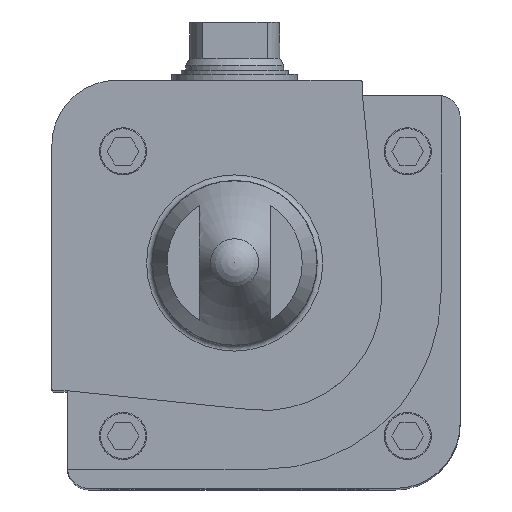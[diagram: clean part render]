
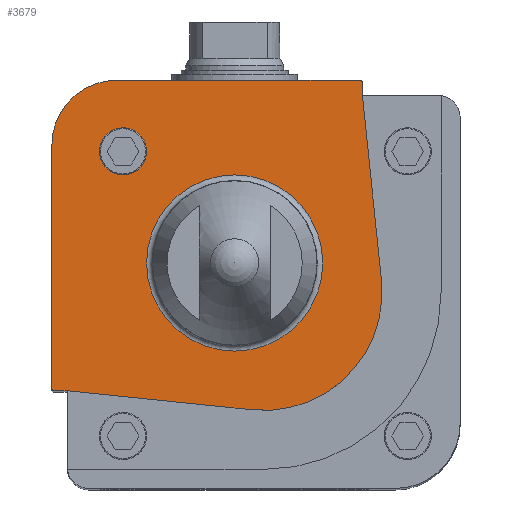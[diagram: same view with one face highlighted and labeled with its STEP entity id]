
A CAD part, top view. The second image highlights one B-rep face of the part: STEP entity #3679.
In plain terms, the highlighted planar face has unit normal (0, 0, 1).
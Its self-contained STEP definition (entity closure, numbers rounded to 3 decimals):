
#123=PLANE('',#4008);
#276=LINE('',#5698,#582);
#282=LINE('',#5713,#588);
#287=LINE('',#5755,#593);
#293=LINE('',#5778,#599);
#294=LINE('',#5785,#600);
#295=LINE('',#5789,#601);
#582=VECTOR('',#4461,1000.);
#588=VECTOR('',#4475,1000.);
#593=VECTOR('',#4518,1000.);
#599=VECTOR('',#4540,1000.);
#600=VECTOR('',#4551,1000.);
#601=VECTOR('',#4554,1000.);
#988=ORIENTED_EDGE('',*,*,#1929,.T.);
#989=ORIENTED_EDGE('',*,*,#1930,.F.);
#990=ORIENTED_EDGE('',*,*,#1931,.T.);
#991=ORIENTED_EDGE('',*,*,#1932,.F.);
#992=ORIENTED_EDGE('',*,*,#1914,.T.);
#993=ORIENTED_EDGE('',*,*,#1919,.T.);
#994=ORIENTED_EDGE('',*,*,#1926,.T.);
#995=ORIENTED_EDGE('',*,*,#1928,.T.);
#996=ORIENTED_EDGE('',*,*,#1886,.T.);
#997=ORIENTED_EDGE('',*,*,#1890,.T.);
#998=ORIENTED_EDGE('',*,*,#1894,.T.);
#999=ORIENTED_EDGE('',*,*,#1933,.T.);
#1886=EDGE_CURVE('',#2364,#2363,#276,.T.);
#1890=EDGE_CURVE('',#2363,#2366,#2712,.T.);
#1894=EDGE_CURVE('',#2366,#2368,#282,.T.);
#1914=EDGE_CURVE('',#2387,#2386,#287,.T.);
#1919=EDGE_CURVE('',#2386,#2389,#2729,.T.);
#1926=EDGE_CURVE('',#2389,#2395,#293,.T.);
#1928=EDGE_CURVE('',#2395,#2364,#2735,.T.);
#1929=EDGE_CURVE('',#2396,#2396,#2736,.T.);
#1930=EDGE_CURVE('',#2397,#2368,#294,.T.);
#1931=EDGE_CURVE('',#2397,#2398,#2737,.T.);
#1932=EDGE_CURVE('',#2387,#2398,#295,.T.);
#1933=EDGE_CURVE('',#2399,#2399,#2738,.T.);
#2363=VERTEX_POINT('',#5697);
#2364=VERTEX_POINT('',#5699);
#2366=VERTEX_POINT('',#5705);
#2368=VERTEX_POINT('',#5712);
#2386=VERTEX_POINT('',#5754);
#2387=VERTEX_POINT('',#5756);
#2389=VERTEX_POINT('',#5763);
#2395=VERTEX_POINT('',#5777);
#2396=VERTEX_POINT('',#5784);
#2397=VERTEX_POINT('',#5786);
#2398=VERTEX_POINT('',#5788);
#2399=VERTEX_POINT('',#5791);
#2712=CIRCLE('',#3976,1.2);
#2729=CIRCLE('',#3999,1.2);
#2735=CIRCLE('',#4007,33.);
#2736=CIRCLE('',#4009,12.);
#2737=CIRCLE('',#4010,60.);
#2738=CIRCLE('',#4011,44.833);
#2903=EDGE_LOOP('',(#988));
#2904=EDGE_LOOP('',(#989,#990,#991,#992,#993,#994,#995,#996,#997,#998));
#2905=EDGE_LOOP('',(#999));
#3269=FACE_BOUND('',#2903,.T.);
#3270=FACE_BOUND('',#2904,.T.);
#3271=FACE_BOUND('',#2905,.T.);
#3679=ADVANCED_FACE('',(#3269,#3270,#3271),#123,.T.);
#3976=AXIS2_PLACEMENT_3D('',#5706,#4468,#4469);
#3999=AXIS2_PLACEMENT_3D('',#5764,#4526,#4527);
#4007=AXIS2_PLACEMENT_3D('',#5781,#4545,#4546);
#4008=AXIS2_PLACEMENT_3D('',#5782,#4547,#4548);
#4009=AXIS2_PLACEMENT_3D('',#5783,#4549,#4550);
#4010=AXIS2_PLACEMENT_3D('',#5787,#4552,#4553);
#4011=AXIS2_PLACEMENT_3D('',#5790,#4555,#4556);
#4461=DIRECTION('',(0.,-1.,0.));
#4468=DIRECTION('',(0.,0.,1.));
#4469=DIRECTION('',(1.,0.,0.));
#4475=DIRECTION('',(1.,0.,0.));
#4518=DIRECTION('',(0.,1.,0.));
#4526=DIRECTION('',(0.,0.,1.));
#4527=DIRECTION('',(1.,0.,0.));
#4540=DIRECTION('',(-1.,0.,0.));
#4545=DIRECTION('',(0.,0.,1.));
#4546=DIRECTION('',(1.,0.,0.));
#4547=DIRECTION('',(0.,0.,1.));
#4548=DIRECTION('',(1.,0.,0.));
#4549=DIRECTION('',(0.,0.,-1.));
#4550=DIRECTION('',(-1.,0.,0.));
#4551=DIRECTION('',(-0.995,0.102,0.));
#4552=DIRECTION('',(0.,0.,1.));
#4553=DIRECTION('',(1.,0.,0.));
#4554=DIRECTION('',(0.102,-0.995,0.));
#4555=DIRECTION('',(0.,0.,-1.));
#4556=DIRECTION('',(-1.,0.,0.));
#5697=CARTESIAN_POINT('',(-93.,-63.8,233.));
#5698=CARTESIAN_POINT('',(-93.,60.,233.));
#5699=CARTESIAN_POINT('',(-93.,60.,233.));
#5705=CARTESIAN_POINT('',(-91.8,-65.,233.));
#5706=CARTESIAN_POINT('',(-91.8,-63.8,233.));
#5712=CARTESIAN_POINT('',(-85.2,-65.,233.));
#5713=CARTESIAN_POINT('',(-91.8,-65.,233.));
#5754=CARTESIAN_POINT('',(65.,91.8,233.));
#5755=CARTESIAN_POINT('',(65.,85.2,233.));
#5756=CARTESIAN_POINT('',(65.,85.2,233.));
#5763=CARTESIAN_POINT('',(63.8,93.,233.));
#5764=CARTESIAN_POINT('',(63.8,91.8,233.));
#5777=CARTESIAN_POINT('',(-60.,93.,233.));
#5778=CARTESIAN_POINT('',(63.8,93.,233.));
#5781=CARTESIAN_POINT('',(-60.,60.,233.));
#5782=CARTESIAN_POINT('',(-91.8,-63.8,233.));
#5783=CARTESIAN_POINT('',(-56.8,56.8,233.));
#5784=CARTESIAN_POINT('',(-68.8,56.8,233.));
#5785=CARTESIAN_POINT('',(8.855,-74.684,233.));
#5786=CARTESIAN_POINT('',(8.855,-74.684,233.));
#5787=CARTESIAN_POINT('',(15.,-15.,233.));
#5788=CARTESIAN_POINT('',(74.684,-8.855,233.));
#5789=CARTESIAN_POINT('',(65.,85.2,233.));
#5790=CARTESIAN_POINT('',(0.,0.,233.));
#5791=CARTESIAN_POINT('',(-44.833,0.,233.));
